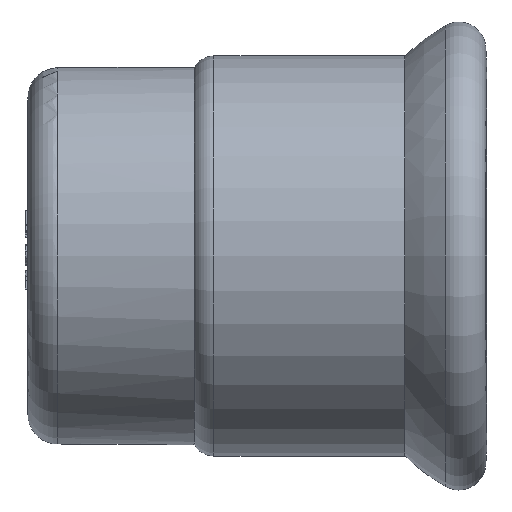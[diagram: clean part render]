
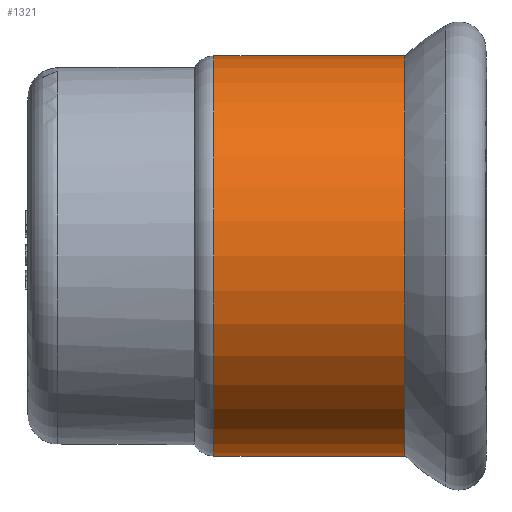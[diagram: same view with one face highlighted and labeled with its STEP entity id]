
A CAD part, front view. The second image highlights one B-rep face of the part: STEP entity #1321.
In plain terms, the highlighted cylindrical face has radius 40.35 mm (diameter 80.7 mm), a full revolution.
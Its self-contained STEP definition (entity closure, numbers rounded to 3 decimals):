
#216=LINE('',#2437,#315);
#315=VECTOR('',#1743,40.35);
#323=CYLINDRICAL_SURFACE('',#1441,40.35);
#389=FACE_OUTER_BOUND('',#462,.T.);
#462=EDGE_LOOP('',(#1227,#1228,#1229,#1230,#1231,#1232,#1233,#1234));
#466=CIRCLE('',#1345,40.35);
#467=CIRCLE('',#1346,40.35);
#471=CIRCLE('',#1350,40.35);
#515=CIRCLE('',#1437,40.35);
#516=CIRCLE('',#1438,40.35);
#517=CIRCLE('',#1439,40.35);
#525=VERTEX_POINT('',#1792);
#526=VERTEX_POINT('',#1793);
#527=VERTEX_POINT('',#1795);
#654=VERTEX_POINT('',#2429);
#655=VERTEX_POINT('',#2430);
#656=VERTEX_POINT('',#2432);
#662=EDGE_CURVE('',#525,#526,#466,.T.);
#663=EDGE_CURVE('',#526,#527,#467,.T.);
#667=EDGE_CURVE('',#527,#525,#471,.T.);
#847=EDGE_CURVE('',#654,#655,#515,.T.);
#848=EDGE_CURVE('',#656,#654,#516,.T.);
#849=EDGE_CURVE('',#655,#656,#517,.T.);
#851=EDGE_CURVE('',#526,#656,#216,.T.);
#1227=ORIENTED_EDGE('',*,*,#662,.F.);
#1228=ORIENTED_EDGE('',*,*,#667,.F.);
#1229=ORIENTED_EDGE('',*,*,#663,.F.);
#1230=ORIENTED_EDGE('',*,*,#851,.T.);
#1231=ORIENTED_EDGE('',*,*,#848,.T.);
#1232=ORIENTED_EDGE('',*,*,#847,.T.);
#1233=ORIENTED_EDGE('',*,*,#849,.T.);
#1234=ORIENTED_EDGE('',*,*,#851,.F.);
#1321=ADVANCED_FACE('',(#389),#323,.T.);
#1345=AXIS2_PLACEMENT_3D('',#1794,#1453,#1454);
#1346=AXIS2_PLACEMENT_3D('',#1796,#1455,#1456);
#1350=AXIS2_PLACEMENT_3D('',#1802,#1463,#1464);
#1437=AXIS2_PLACEMENT_3D('',#2431,#1733,#1734);
#1438=AXIS2_PLACEMENT_3D('',#2433,#1735,#1736);
#1439=AXIS2_PLACEMENT_3D('',#2434,#1737,#1738);
#1441=AXIS2_PLACEMENT_3D('',#2436,#1741,#1742);
#1453=DIRECTION('center_axis',(1.,0.,0.));
#1454=DIRECTION('ref_axis',(0.,1.,0.));
#1455=DIRECTION('center_axis',(1.,0.,0.));
#1456=DIRECTION('ref_axis',(0.,1.,0.));
#1463=DIRECTION('center_axis',(1.,0.,0.));
#1464=DIRECTION('ref_axis',(0.,1.,0.));
#1733=DIRECTION('center_axis',(1.,0.,0.));
#1734=DIRECTION('ref_axis',(0.,1.,0.));
#1735=DIRECTION('center_axis',(1.,0.,0.));
#1736=DIRECTION('ref_axis',(0.,1.,0.));
#1737=DIRECTION('center_axis',(1.,0.,0.));
#1738=DIRECTION('ref_axis',(0.,1.,0.));
#1741=DIRECTION('center_axis',(1.,0.,0.));
#1742=DIRECTION('ref_axis',(0.,1.,0.));
#1743=DIRECTION('',(-1.,0.,0.));
#1792=CARTESIAN_POINT('',(-16.475,0.,40.35));
#1793=CARTESIAN_POINT('',(-16.475,-40.35,0.));
#1794=CARTESIAN_POINT('Origin',(-16.475,0.,
0.));
#1795=CARTESIAN_POINT('',(-16.475,0.,-40.35));
#1796=CARTESIAN_POINT('Origin',(-16.475,0.,
0.));
#1802=CARTESIAN_POINT('Origin',(-16.475,0.,
0.));
#2429=CARTESIAN_POINT('',(-55.,40.35,0.));
#2430=CARTESIAN_POINT('',(-55.,0.,40.35));
#2431=CARTESIAN_POINT('Origin',(-55.,0.,0.));
#2432=CARTESIAN_POINT('',(-55.,-40.35,0.));
#2433=CARTESIAN_POINT('Origin',(-55.,0.,0.));
#2434=CARTESIAN_POINT('Origin',(-55.,0.,0.));
#2436=CARTESIAN_POINT('Origin',(-35.738,0.,
0.));
#2437=CARTESIAN_POINT('',(-35.738,-40.35,0.));
